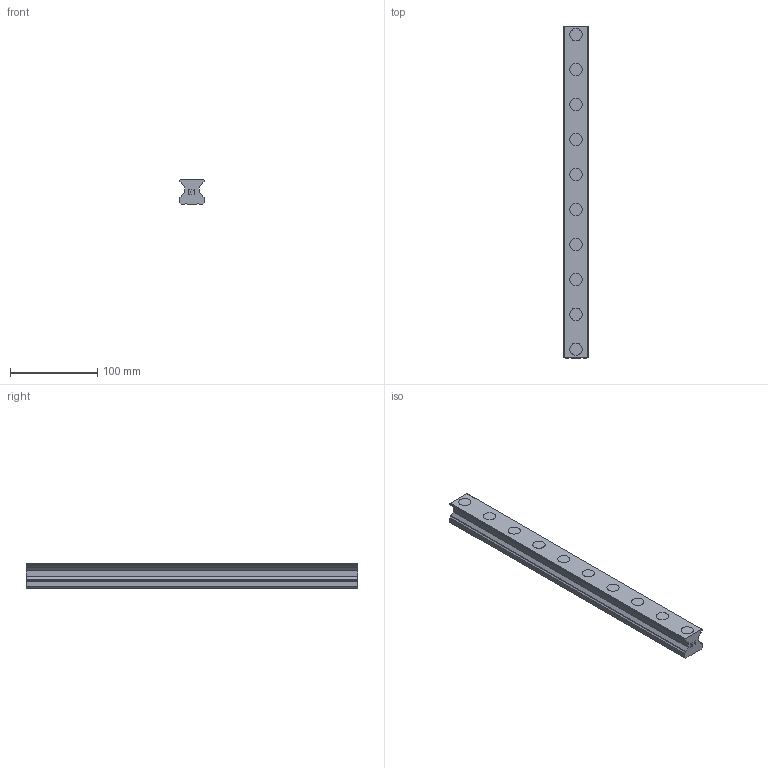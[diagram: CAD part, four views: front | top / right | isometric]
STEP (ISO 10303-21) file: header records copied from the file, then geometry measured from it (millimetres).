
FILE_DESCRIPTION(('STEP AP214'),'1');
FILE_NAME('cctmp_7FF6E873-86B5-4667-9661-54AEF33BD99B_2021_03_11_11_23_35_0551..stp','2021-03-11T10:23:35',('HIWIN GmbH'),('CADClick - www.CADClick.com'),'Spatial InterOp 3D',' ','unknown authorization');
FILE_SCHEMA(('AUTOMOTIVE_DESIGN'));
Length unit declared in the file: millimetre
Products named in the file (1): RGR30R380H_FILE
Bounding box: 28 x 380 x 28 mm (x, y, z)
Volume: 216728 mm3; surface area: 58034.8 mm2
Topology: 1 solids, 1 shells, 205 faces, 507 edges, 338 vertices
Faces by surface type: plane 127, cylinder 78
Entity records: 7761 total; most frequent: DIRECTION 1075, CARTESIAN_POINT 1051, ORIENTED_EDGE 1014, EDGE_CURVE 507, AXIS2_PLACEMENT_3D 362, LINE 351, VECTOR 351, VERTEX_POINT 338
